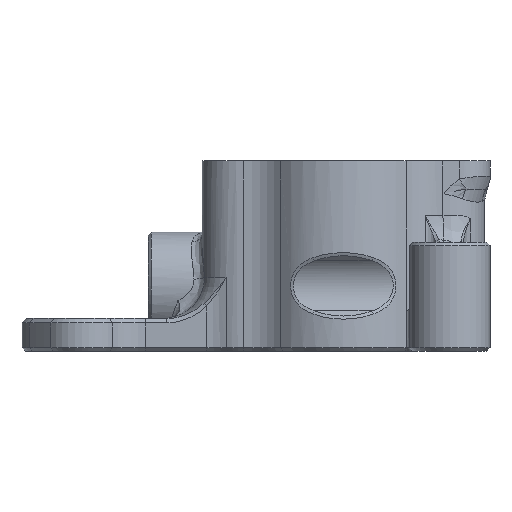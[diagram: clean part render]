
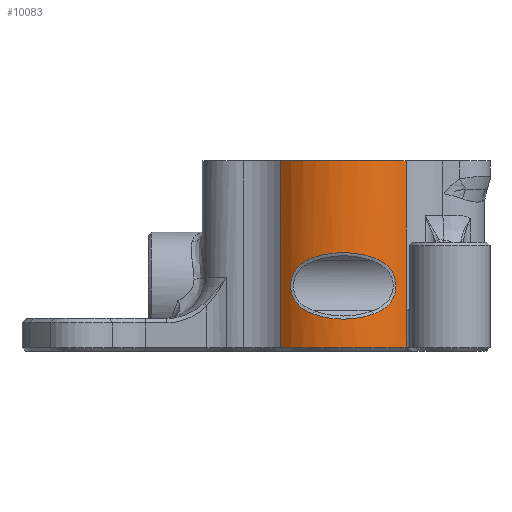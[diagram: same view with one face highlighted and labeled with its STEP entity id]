
A CAD part, left-side view. The second image highlights one B-rep face of the part: STEP entity #10083.
In plain terms, the highlighted cylindrical face has radius 8 mm (diameter 16 mm), a partial arc.
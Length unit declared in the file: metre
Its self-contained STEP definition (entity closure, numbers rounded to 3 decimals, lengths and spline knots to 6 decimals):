
#768=B_SPLINE_CURVE_WITH_KNOTS('',3,(#16106,#16107,#16108,#16109),
 .UNSPECIFIED.,.F.,.F.,(4,4),(0.,1.),.UNSPECIFIED.);
#769=B_SPLINE_CURVE_WITH_KNOTS('',3,(#16112,#16113,#16114,#16115,#16116,
#16117,#16118,#16119,#16120,#16121,#16122,#16123,#16124,#16125,#16126),
 .UNSPECIFIED.,.F.,.F.,(4,1,1,1,1,1,1,1,1,1,1,1,4),(0.,0.125,0.1875,0.25,
0.3125,0.375,0.5,0.625,0.6875,0.75,0.8125,0.875,1.),.UNSPECIFIED.);
#770=B_SPLINE_CURVE_WITH_KNOTS('',3,(#16128,#16129,#16130,#16131),
 .UNSPECIFIED.,.F.,.F.,(4,4),(0.,1.),.UNSPECIFIED.);
#771=B_SPLINE_CURVE_WITH_KNOTS('',3,(#16133,#16134,#16135,#16136,#16137,
#16138,#16139,#16140,#16141,#16142,#16143,#16144,#16145,#16146,#16147),
 .UNSPECIFIED.,.F.,.F.,(4,1,1,1,1,1,1,1,1,1,1,1,4),(0.,0.125,0.1875,0.25,
0.3125,0.375,0.5,0.625,0.6875,0.75,0.8125,0.875,1.),.UNSPECIFIED.);
#1329=LINE('',#16104,#1778);
#1330=LINE('',#16150,#1779);
#1331=LINE('',#16152,#1780);
#1778=VECTOR('',#12372,1.);
#1779=VECTOR('',#12377,1.);
#1780=VECTOR('',#12378,1.);
#2614=ORIENTED_EDGE('',*,*,#5766,.T.);
#2615=ORIENTED_EDGE('',*,*,#5767,.T.);
#2616=ORIENTED_EDGE('',*,*,#5768,.T.);
#2617=ORIENTED_EDGE('',*,*,#5769,.T.);
#2618=ORIENTED_EDGE('',*,*,#5765,.T.);
#2619=ORIENTED_EDGE('',*,*,#5770,.T.);
#2620=ORIENTED_EDGE('',*,*,#5771,.F.);
#2621=ORIENTED_EDGE('',*,*,#5772,.F.);
#2622=ORIENTED_EDGE('',*,*,#5723,.F.);
#5723=EDGE_CURVE('',#7282,#7283,#7933,.T.);
#5765=EDGE_CURVE('',#7282,#7315,#1329,.T.);
#5766=EDGE_CURVE('',#7316,#7317,#768,.T.);
#5767=EDGE_CURVE('',#7317,#7318,#769,.T.);
#5768=EDGE_CURVE('',#7318,#7319,#770,.T.);
#5769=EDGE_CURVE('',#7319,#7316,#771,.T.);
#5770=EDGE_CURVE('',#7315,#7320,#7963,.T.);
#5771=EDGE_CURVE('',#7321,#7320,#1330,.T.);
#5772=EDGE_CURVE('',#7283,#7321,#1331,.T.);
#7282=VERTEX_POINT('',#16018);
#7283=VERTEX_POINT('',#16020);
#7315=VERTEX_POINT('',#16103);
#7316=VERTEX_POINT('',#16110);
#7317=VERTEX_POINT('',#16111);
#7318=VERTEX_POINT('',#16127);
#7319=VERTEX_POINT('',#16132);
#7320=VERTEX_POINT('',#16149);
#7321=VERTEX_POINT('',#16151);
#7933=CIRCLE('',#10919,0.008);
#7963=CIRCLE('',#10954,0.008);
#8442=EDGE_LOOP('',(#2614,#2615,#2616,#2617));
#8443=EDGE_LOOP('',(#2618,#2619,#2620,#2621,#2622));
#9189=FACE_BOUND('',#8442,.T.);
#9190=FACE_BOUND('',#8443,.T.);
#9873=CYLINDRICAL_SURFACE('',#10953,0.008);
#10083=ADVANCED_FACE('',(#9189,#9190),#9873,.T.);
#10919=AXIS2_PLACEMENT_3D('',#16019,#12294,#12295);
#10953=AXIS2_PLACEMENT_3D('',#16105,#12373,#12374);
#10954=AXIS2_PLACEMENT_3D('',#16148,#12375,#12376);
#12294=DIRECTION('',(0.,0.,1.));
#12295=DIRECTION('',(1.,0.,0.));
#12372=DIRECTION('',(0.,0.,-1.));
#12373=DIRECTION('',(0.,0.,-1.));
#12374=DIRECTION('',(-1.,0.,0.));
#12375=DIRECTION('',(0.,0.,1.));
#12376=DIRECTION('',(1.,0.,0.));
#12377=DIRECTION('',(0.,0.,-1.));
#12378=DIRECTION('',(0.,0.,-1.));
#16018=CARTESIAN_POINT('',(-0.005533,0.005778,0.0175));
#16019=CARTESIAN_POINT('',(0.,0.,0.0175));
#16020=CARTESIAN_POINT('',(-0.005533,-0.005778,0.0175));
#16103=CARTESIAN_POINT('',(-0.005533,0.005778,0.0003));
#16104=CARTESIAN_POINT('',(-0.005533,0.005778,0.0175));
#16105=CARTESIAN_POINT('',(0.,0.,0.0175));
#16106=CARTESIAN_POINT('',(-0.007494,-0.002801,0.003419));
#16107=CARTESIAN_POINT('',(-0.008169,-0.000995,0.002778));
#16108=CARTESIAN_POINT('',(-0.008169,0.000995,0.002778));
#16109=CARTESIAN_POINT('',(-0.007494,0.002801,0.003419));
#16110=CARTESIAN_POINT('',(-0.007494,-0.002801,0.003419));
#16111=CARTESIAN_POINT('',(-0.007494,0.002801,0.003419));
#16112=CARTESIAN_POINT('',(-0.007494,0.002801,0.003419));
#16113=CARTESIAN_POINT('',(-0.007382,0.003099,0.003525));
#16114=CARTESIAN_POINT('',(-0.007217,0.003471,0.003695));
#16115=CARTESIAN_POINT('',(-0.006952,0.003966,0.004057));
#16116=CARTESIAN_POINT('',(-0.00678,0.004251,0.004343));
#16117=CARTESIAN_POINT('',(-0.006605,0.004516,0.004716));
#16118=CARTESIAN_POINT('',(-0.006434,0.004756,0.005233));
#16119=CARTESIAN_POINT('',(-0.006325,0.004898,0.005995));
#16120=CARTESIAN_POINT('',(-0.006433,0.004758,0.006761));
#16121=CARTESIAN_POINT('',(-0.006604,0.004519,0.00728));
#16122=CARTESIAN_POINT('',(-0.006778,0.004253,0.007654));
#16123=CARTESIAN_POINT('',(-0.00695,0.003968,0.007941));
#16124=CARTESIAN_POINT('',(-0.007217,0.003472,0.008304));
#16125=CARTESIAN_POINT('',(-0.007382,0.0031,0.008475));
#16126=CARTESIAN_POINT('',(-0.007494,0.002801,0.008581));
#16127=CARTESIAN_POINT('',(-0.007494,0.002801,0.008581));
#16128=CARTESIAN_POINT('',(-0.007494,0.002801,0.008581));
#16129=CARTESIAN_POINT('',(-0.008169,0.000995,0.009222));
#16130=CARTESIAN_POINT('',(-0.008169,-0.000995,0.009222));
#16131=CARTESIAN_POINT('',(-0.007494,-0.002801,0.008581));
#16132=CARTESIAN_POINT('',(-0.007494,-0.002801,0.008581));
#16133=CARTESIAN_POINT('',(-0.007494,-0.002801,0.008581));
#16134=CARTESIAN_POINT('',(-0.007382,-0.003099,0.008475));
#16135=CARTESIAN_POINT('',(-0.007217,-0.003471,0.008305));
#16136=CARTESIAN_POINT('',(-0.006952,-0.003966,0.007943));
#16137=CARTESIAN_POINT('',(-0.00678,-0.004251,0.007657));
#16138=CARTESIAN_POINT('',(-0.006605,-0.004516,0.007284));
#16139=CARTESIAN_POINT('',(-0.006434,-0.004756,0.006767));
#16140=CARTESIAN_POINT('',(-0.006325,-0.004898,0.006005));
#16141=CARTESIAN_POINT('',(-0.006433,-0.004758,0.005239));
#16142=CARTESIAN_POINT('',(-0.006604,-0.004519,0.00472));
#16143=CARTESIAN_POINT('',(-0.006778,-0.004253,0.004346));
#16144=CARTESIAN_POINT('',(-0.00695,-0.003968,0.004059));
#16145=CARTESIAN_POINT('',(-0.007217,-0.003472,0.003696));
#16146=CARTESIAN_POINT('',(-0.007382,-0.0031,0.003525));
#16147=CARTESIAN_POINT('',(-0.007494,-0.002801,0.003419));
#16148=CARTESIAN_POINT('',(0.,0.,0.0003));
#16149=CARTESIAN_POINT('',(-0.005533,-0.005778,0.0003));
#16150=CARTESIAN_POINT('',(-0.005533,-0.005778,0.0175));
#16151=CARTESIAN_POINT('',(-0.005533,-0.005778,0.003587));
#16152=CARTESIAN_POINT('',(-0.005533,-0.005778,0.0175));
